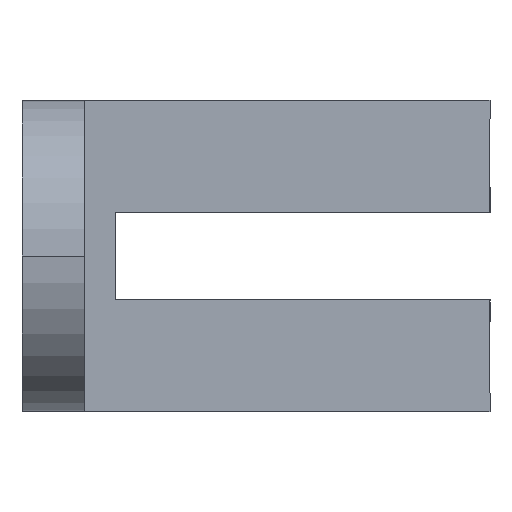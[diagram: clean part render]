
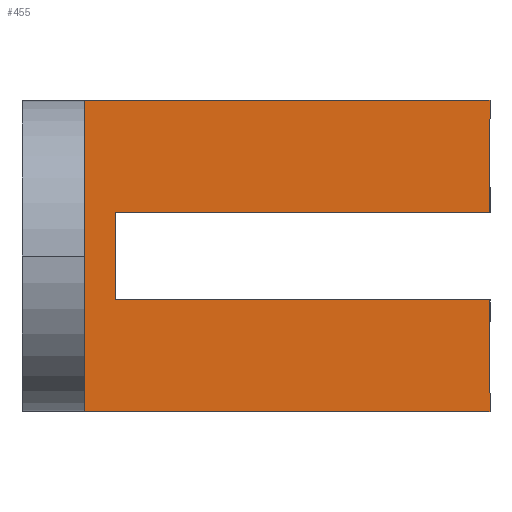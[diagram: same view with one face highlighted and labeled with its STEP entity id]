
A CAD part, front view. The second image highlights one B-rep face of the part: STEP entity #455.
In plain terms, the highlighted planar face has unit normal (0, -1, 0).
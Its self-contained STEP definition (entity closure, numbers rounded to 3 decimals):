
#22 = DIRECTION ( 'NONE',  ( -1., 0., 0. ) ) ;
#47 = ORIENTED_EDGE ( 'NONE', *, *, #616, .T. ) ;
#65 = CARTESIAN_POINT ( 'NONE',  ( 0., -20., 5. ) ) ;
#74 = VECTOR ( 'NONE', #172, 1000. ) ;
#121 = LINE ( 'NONE', #540, #579 ) ;
#127 = ORIENTED_EDGE ( 'NONE', *, *, #1255, .T. ) ;
#147 = DIRECTION ( 'NONE',  ( 0., 0., 1. ) ) ;
#148 = DIRECTION ( 'NONE',  ( 0., 1., 0. ) ) ;
#161 = CARTESIAN_POINT ( 'NONE',  ( 1., -20., 1.4 ) ) ;
#172 = DIRECTION ( 'NONE',  ( 0., 0., -1. ) ) ;
#176 = LINE ( 'NONE', #591, #1334 ) ;
#198 = LINE ( 'NONE', #1240, #690 ) ;
#199 = VERTEX_POINT ( 'NONE', #1247 ) ;
#216 = ORIENTED_EDGE ( 'NONE', *, *, #1034, .T. ) ;
#226 = VECTOR ( 'NONE', #753, 1000. ) ;
#269 = VECTOR ( 'NONE', #1227, 1000. ) ;
#349 = VERTEX_POINT ( 'NONE', #1117 ) ;
#368 = LINE ( 'NONE', #1236, #1068 ) ;
#371 = EDGE_CURVE ( 'NONE', #1150, #1007, #800, .T. ) ;
#378 = CARTESIAN_POINT ( 'NONE',  ( 0., -20., 5. ) ) ;
#379 = VERTEX_POINT ( 'NONE', #161 ) ;
#380 = VECTOR ( 'NONE', #22, 1000. ) ;
#412 = ORIENTED_EDGE ( 'NONE', *, *, #918, .T. ) ;
#415 = EDGE_LOOP ( 'NONE', ( #47, #127, #568, #873, #412, #216, #917, #842 ) ) ;
#428 = CARTESIAN_POINT ( 'NONE',  ( 0., -20., 5. ) ) ;
#438 = EDGE_CURVE ( 'NONE', #199, #724, #678, .T. ) ;
#455 = ADVANCED_FACE ( 'NONE', ( #1010 ), #1328, .F. ) ;
#510 = DIRECTION ( 'NONE',  ( 1., 0., 0. ) ) ;
#534 = AXIS2_PLACEMENT_3D ( 'NONE', #378, #148, #147 ) ;
#540 = CARTESIAN_POINT ( 'NONE',  ( 0., -20., -5. ) ) ;
#541 = CARTESIAN_POINT ( 'NONE',  ( 0., -20., -1.4 ) ) ;
#566 = EDGE_CURVE ( 'NONE', #199, #349, #854, .T. ) ;
#568 = ORIENTED_EDGE ( 'NONE', *, *, #717, .F. ) ;
#579 = VECTOR ( 'NONE', #964, 1000. ) ;
#591 = CARTESIAN_POINT ( 'NONE',  ( 1., -20., 5. ) ) ;
#608 = VERTEX_POINT ( 'NONE', #1314 ) ;
#616 = EDGE_CURVE ( 'NONE', #349, #379, #176, .T. ) ;
#678 = LINE ( 'NONE', #1107, #74 ) ;
#690 = VECTOR ( 'NONE', #510, 1000. ) ;
#717 = EDGE_CURVE ( 'NONE', #1007, #608, #368, .T. ) ;
#724 = VERTEX_POINT ( 'NONE', #1000 ) ;
#753 = DIRECTION ( 'NONE',  ( 0., 0., -1. ) ) ;
#800 = LINE ( 'NONE', #65, #269 ) ;
#842 = ORIENTED_EDGE ( 'NONE', *, *, #566, .T. ) ;
#854 = LINE ( 'NONE', #541, #380 ) ;
#867 = LINE ( 'NONE', #428, #226 ) ;
#873 = ORIENTED_EDGE ( 'NONE', *, *, #371, .F. ) ;
#917 = ORIENTED_EDGE ( 'NONE', *, *, #438, .F. ) ;
#918 = EDGE_CURVE ( 'NONE', #1150, #943, #867, .T. ) ;
#943 = VERTEX_POINT ( 'NONE', #1061 ) ;
#964 = DIRECTION ( 'NONE',  ( 1., 0., 0. ) ) ;
#989 = CARTESIAN_POINT ( 'NONE',  ( 0., -20., 5. ) ) ;
#992 = DIRECTION ( 'NONE',  ( 0., 0., 1. ) ) ;
#1000 = CARTESIAN_POINT ( 'NONE',  ( 13., -20., -5. ) ) ;
#1007 = VERTEX_POINT ( 'NONE', #1300 ) ;
#1010 = FACE_OUTER_BOUND ( 'NONE', #415, .T. ) ;
#1034 = EDGE_CURVE ( 'NONE', #943, #724, #121, .T. ) ;
#1061 = CARTESIAN_POINT ( 'NONE',  ( 0., -20., -5. ) ) ;
#1068 = VECTOR ( 'NONE', #1210, 1000. ) ;
#1107 = CARTESIAN_POINT ( 'NONE',  ( 13., -20., 5. ) ) ;
#1117 = CARTESIAN_POINT ( 'NONE',  ( 1., -20., -1.4 ) ) ;
#1150 = VERTEX_POINT ( 'NONE', #989 ) ;
#1210 = DIRECTION ( 'NONE',  ( 0., 0., -1. ) ) ;
#1227 = DIRECTION ( 'NONE',  ( 1., 0., 0. ) ) ;
#1236 = CARTESIAN_POINT ( 'NONE',  ( 13., -20., 5. ) ) ;
#1240 = CARTESIAN_POINT ( 'NONE',  ( 0., -20., 1.4 ) ) ;
#1247 = CARTESIAN_POINT ( 'NONE',  ( 13., -20., -1.4 ) ) ;
#1255 = EDGE_CURVE ( 'NONE', #379, #608, #198, .T. ) ;
#1300 = CARTESIAN_POINT ( 'NONE',  ( 13., -20., 5. ) ) ;
#1314 = CARTESIAN_POINT ( 'NONE',  ( 13., -20., 1.4 ) ) ;
#1328 = PLANE ( 'NONE',  #534 ) ;
#1334 = VECTOR ( 'NONE', #992, 1000. ) ;
